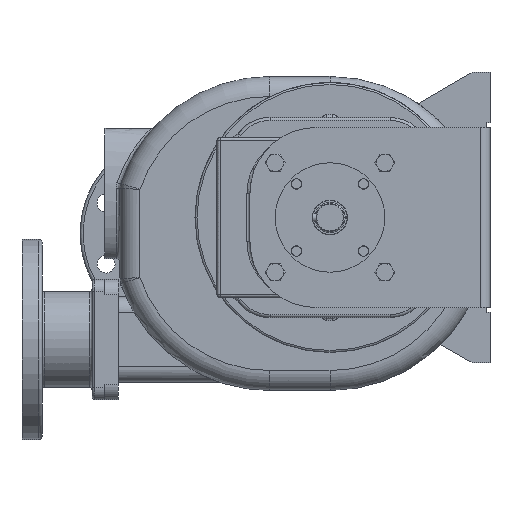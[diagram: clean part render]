
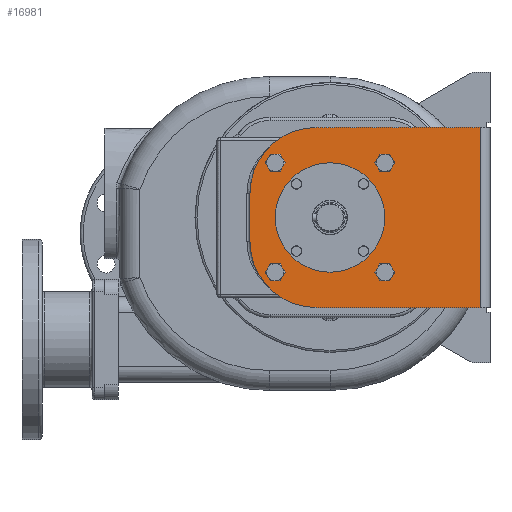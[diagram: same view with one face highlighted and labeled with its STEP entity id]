
A CAD part, left-side view. The second image highlights one B-rep face of the part: STEP entity #16981.
In plain terms, the highlighted planar face has unit normal (-1, 0, 0).
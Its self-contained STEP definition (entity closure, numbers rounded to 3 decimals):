
#150=CARTESIAN_POINT('',(-5.,14.,-24.));
#151=DIRECTION('',(1.,0.,0.));
#152=DIRECTION('',(0.,0.,-1.));
#153=AXIS2_PLACEMENT_3D('',#150,#151,#152);
#155=DIRECTION('',(0.,0.,1.));
#156=VECTOR('',#155,48.);
#157=CARTESIAN_POINT('',(-5.,80.,-24.));
#158=LINE('',#157,#156);
#159=CARTESIAN_POINT('',(-5.,14.,24.));
#160=DIRECTION('',(1.,0.,0.));
#161=DIRECTION('',(0.,1.,0.));
#162=AXIS2_PLACEMENT_3D('',#159,#160,#161);
#164=DIRECTION('',(0.,-1.,0.));
#165=VECTOR('',#164,164.);
#166=CARTESIAN_POINT('',(-5.,14.,90.));
#167=LINE('',#166,#165);
#168=DIRECTION('',(0.,1.,0.));
#169=VECTOR('',#168,164.);
#170=CARTESIAN_POINT('',(-5.,-150.,-90.));
#171=LINE('',#170,#169);
#172=CARTESIAN_POINT('',(-5.,0.,0.));
#173=DIRECTION('',(-1.,0.,0.));
#174=DIRECTION('',(0.,0.,-1.));
#175=AXIS2_PLACEMENT_3D('',#172,#173,#174);
#177=CARTESIAN_POINT('',(-5.,0.,0.));
#178=DIRECTION('',(-1.,0.,0.));
#179=DIRECTION('',(0.,0.,1.));
#180=AXIS2_PLACEMENT_3D('',#177,#178,#179);
#182=CARTESIAN_POINT('',(-5.,54.801,-54.801));
#183=DIRECTION('',(1.,0.,0.));
#184=DIRECTION('',(0.,0.,-1.));
#185=AXIS2_PLACEMENT_3D('',#182,#183,#184);
#187=CARTESIAN_POINT('',(-5.,54.801,-54.801));
#188=DIRECTION('',(1.,0.,0.));
#189=DIRECTION('',(0.,0.,1.));
#190=AXIS2_PLACEMENT_3D('',#187,#188,#189);
#192=CARTESIAN_POINT('',(-5.,-54.801,-54.801));
#193=DIRECTION('',(1.,0.,0.));
#194=DIRECTION('',(0.,0.,-1.));
#195=AXIS2_PLACEMENT_3D('',#192,#193,#194);
#197=CARTESIAN_POINT('',(-5.,-54.801,-54.801));
#198=DIRECTION('',(1.,0.,0.));
#199=DIRECTION('',(0.,0.,1.));
#200=AXIS2_PLACEMENT_3D('',#197,#198,#199);
#202=CARTESIAN_POINT('',(-5.,-54.801,54.801));
#203=DIRECTION('',(1.,0.,0.));
#204=DIRECTION('',(0.,0.,-1.));
#205=AXIS2_PLACEMENT_3D('',#202,#203,#204);
#207=CARTESIAN_POINT('',(-5.,-54.801,54.801));
#208=DIRECTION('',(1.,0.,0.));
#209=DIRECTION('',(0.,0.,1.));
#210=AXIS2_PLACEMENT_3D('',#207,#208,#209);
#212=CARTESIAN_POINT('',(-5.,54.801,54.801));
#213=DIRECTION('',(1.,0.,0.));
#214=DIRECTION('',(0.,0.,-1.));
#215=AXIS2_PLACEMENT_3D('',#212,#213,#214);
#217=CARTESIAN_POINT('',(-5.,54.801,54.801));
#218=DIRECTION('',(1.,0.,0.));
#219=DIRECTION('',(0.,0.,1.));
#220=AXIS2_PLACEMENT_3D('',#217,#218,#219);
#239=DIRECTION('',(0.,0.,1.));
#240=VECTOR('',#239,180.);
#241=CARTESIAN_POINT('',(-5.,-150.,-90.));
#242=LINE('',#241,#240);
#14973=CARTESIAN_POINT('',(-5.,14.,-90.));
#14975=VERTEX_POINT('',#14973);
#14980=CARTESIAN_POINT('',(-5.,-150.,-90.));
#14981=VERTEX_POINT('',#14980);
#14982=CARTESIAN_POINT('',(-5.,-150.,90.));
#14983=VERTEX_POINT('',#14982);
#14984=CARTESIAN_POINT('',(-5.,14.,90.));
#14985=VERTEX_POINT('',#14984);
#15044=CARTESIAN_POINT('',(-5.,80.,-24.));
#15045=VERTEX_POINT('',#15044);
#15046=CARTESIAN_POINT('',(-5.,80.,24.));
#15047=VERTEX_POINT('',#15046);
#15461=CARTESIAN_POINT('',(-5.,0.,-54.75));
#15462=CARTESIAN_POINT('',(-5.,0.,54.75));
#15463=VERTEX_POINT('',#15461);
#15464=VERTEX_POINT('',#15462);
#16650=CARTESIAN_POINT('',(-5.,54.801,-62.901));
#16651=CARTESIAN_POINT('',(-5.,54.801,-46.701));
#16652=VERTEX_POINT('',#16650);
#16653=VERTEX_POINT('',#16651);
#16700=CARTESIAN_POINT('',(-5.,-54.801,-62.901));
#16701=CARTESIAN_POINT('',(-5.,-54.801,-46.701));
#16702=VERTEX_POINT('',#16700);
#16703=VERTEX_POINT('',#16701);
#16750=CARTESIAN_POINT('',(-5.,-54.801,46.701));
#16751=CARTESIAN_POINT('',(-5.,-54.801,62.901));
#16752=VERTEX_POINT('',#16750);
#16753=VERTEX_POINT('',#16751);
#16800=CARTESIAN_POINT('',(-5.,54.801,46.701));
#16801=CARTESIAN_POINT('',(-5.,54.801,62.901));
#16802=VERTEX_POINT('',#16800);
#16803=VERTEX_POINT('',#16801);
#16934=CARTESIAN_POINT('',(-5.,0.,0.));
#16935=DIRECTION('',(1.,0.,0.));
#16936=DIRECTION('',(0.,0.,-1.));
#16937=AXIS2_PLACEMENT_3D('',#16934,#16935,#16936);
#16938=PLANE('',#16937);
#16939=ORIENTED_EDGE('',*,*,#16927,.T.);
#16940=ORIENTED_EDGE('',*,*,#16915,.T.);
#16942=ORIENTED_EDGE('',*,*,#16941,.T.);
#16944=ORIENTED_EDGE('',*,*,#16943,.T.);
#16946=ORIENTED_EDGE('',*,*,#16945,.F.);
#16948=ORIENTED_EDGE('',*,*,#16947,.T.);
#16949=EDGE_LOOP('',(#16939,#16940,#16942,#16944,#16946,#16948));
#16950=FACE_OUTER_BOUND('',#16949,.F.);
#16952=ORIENTED_EDGE('',*,*,#16951,.T.);
#16954=ORIENTED_EDGE('',*,*,#16953,.T.);
#16955=EDGE_LOOP('',(#16952,#16954));
#16956=FACE_BOUND('',#16955,.F.);
#16958=ORIENTED_EDGE('',*,*,#16957,.F.);
#16960=ORIENTED_EDGE('',*,*,#16959,.F.);
#16961=EDGE_LOOP('',(#16958,#16960));
#16962=FACE_BOUND('',#16961,.F.);
#16964=ORIENTED_EDGE('',*,*,#16963,.F.);
#16966=ORIENTED_EDGE('',*,*,#16965,.F.);
#16967=EDGE_LOOP('',(#16964,#16966));
#16968=FACE_BOUND('',#16967,.F.);
#16970=ORIENTED_EDGE('',*,*,#16969,.F.);
#16972=ORIENTED_EDGE('',*,*,#16971,.F.);
#16973=EDGE_LOOP('',(#16970,#16972));
#16974=FACE_BOUND('',#16973,.F.);
#16976=ORIENTED_EDGE('',*,*,#16975,.F.);
#16978=ORIENTED_EDGE('',*,*,#16977,.F.);
#16979=EDGE_LOOP('',(#16976,#16978));
#16980=FACE_BOUND('',#16979,.F.);
#16981=ADVANCED_FACE('',(#16950,#16956,#16962,#16968,#16974,#16980),#16938,.F.);
#154=CIRCLE('',#153,66.);
#163=CIRCLE('',#162,66.);
#176=CIRCLE('',#175,54.75);
#181=CIRCLE('',#180,54.75);
#186=CIRCLE('',#185,8.1);
#191=CIRCLE('',#190,8.1);
#196=CIRCLE('',#195,8.1);
#201=CIRCLE('',#200,8.1);
#206=CIRCLE('',#205,8.1);
#211=CIRCLE('',#210,8.1);
#216=CIRCLE('',#215,8.1);
#221=CIRCLE('',#220,8.1);
#16915=EDGE_CURVE('',#15045,#15047,#158,.T.);
#16927=EDGE_CURVE('',#14975,#15045,#154,.T.);
#16941=EDGE_CURVE('',#15047,#14985,#163,.T.);
#16943=EDGE_CURVE('',#14985,#14983,#167,.T.);
#16945=EDGE_CURVE('',#14981,#14983,#242,.T.);
#16947=EDGE_CURVE('',#14981,#14975,#171,.T.);
#16951=EDGE_CURVE('',#15463,#15464,#176,.T.);
#16953=EDGE_CURVE('',#15464,#15463,#181,.T.);
#16957=EDGE_CURVE('',#16652,#16653,#186,.T.);
#16959=EDGE_CURVE('',#16653,#16652,#191,.T.);
#16963=EDGE_CURVE('',#16702,#16703,#196,.T.);
#16965=EDGE_CURVE('',#16703,#16702,#201,.T.);
#16969=EDGE_CURVE('',#16752,#16753,#206,.T.);
#16971=EDGE_CURVE('',#16753,#16752,#211,.T.);
#16975=EDGE_CURVE('',#16802,#16803,#216,.T.);
#16977=EDGE_CURVE('',#16803,#16802,#221,.T.);
